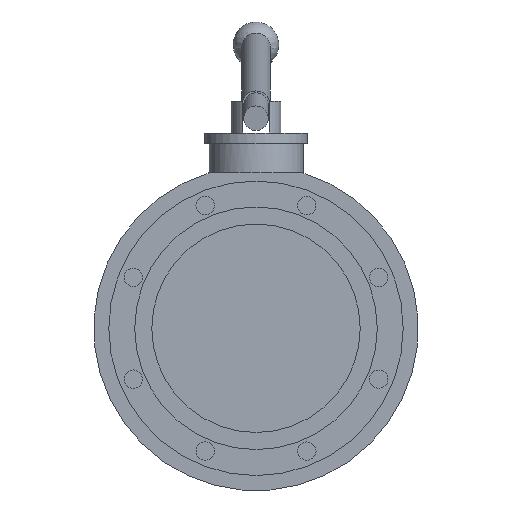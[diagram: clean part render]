
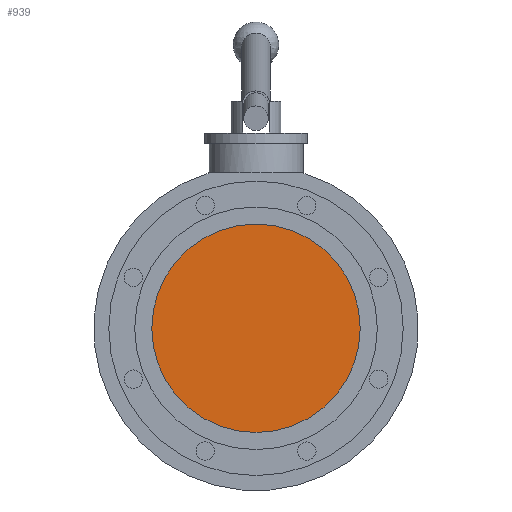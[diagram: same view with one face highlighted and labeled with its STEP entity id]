
A CAD part, front view. The second image highlights one B-rep face of the part: STEP entity #939.
In plain terms, the highlighted planar face has unit normal (0, -1, 0).
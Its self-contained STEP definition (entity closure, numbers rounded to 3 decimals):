
#246=FACE_OUTER_BOUND('',#349,.T.);
#349=EDGE_LOOP('',(#848));
#374=CIRCLE('',#999,79.6);
#446=VERTEX_POINT('',#1470);
#534=EDGE_CURVE('',#446,#446,#374,.T.);
#848=ORIENTED_EDGE('',*,*,#534,.T.);
#882=PLANE('',#1089);
#939=ADVANCED_FACE('',(#246),#882,.F.);
#999=AXIS2_PLACEMENT_3D('',#1472,#1177,#1178);
#1089=AXIS2_PLACEMENT_3D('',#1653,#1394,#1395);
#1177=DIRECTION('center_axis',(0.,-1.,0.));
#1178=DIRECTION('ref_axis',(0.,0.,1.));
#1394=DIRECTION('center_axis',(0.,1.,0.));
#1395=DIRECTION('ref_axis',(0.,0.,1.));
#1470=CARTESIAN_POINT('',(0.,-30.,-79.6));
#1472=CARTESIAN_POINT('Origin',(0.,-30.,0.));
#1653=CARTESIAN_POINT('Origin',(0.,-30.,10.629));
